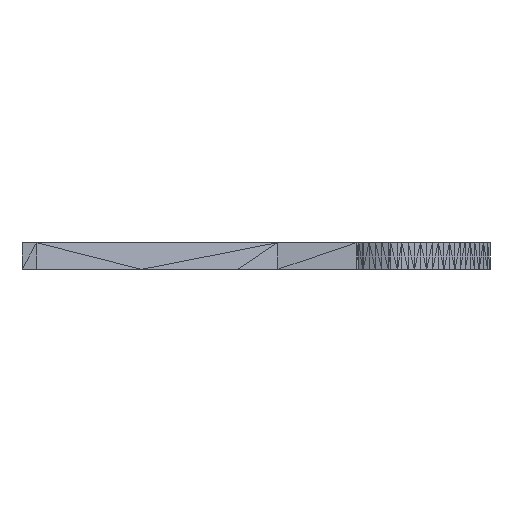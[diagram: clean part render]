
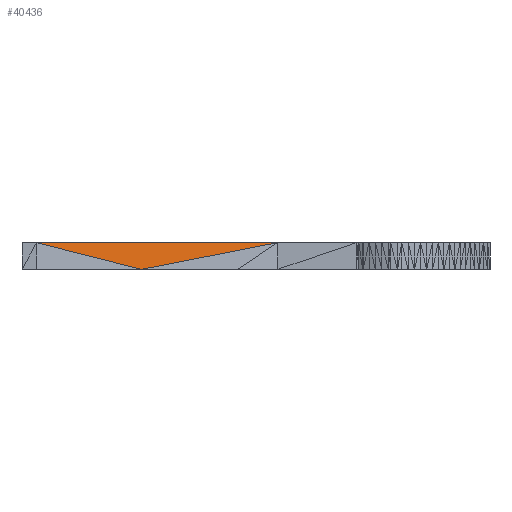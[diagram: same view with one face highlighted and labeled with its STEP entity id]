
A CAD part, left-side view. The second image highlights one B-rep face of the part: STEP entity #40436.
In plain terms, the highlighted planar face has unit normal (-0.939, -0.344, 0).
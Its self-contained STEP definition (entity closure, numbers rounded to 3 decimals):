
#1870=FACE_OUTER_BOUND('',#5380,.T.);
#5380=EDGE_LOOP('',(#30106,#30107,#30108));
#10309=LINE('',#64410,#15574);
#10310=LINE('',#64412,#15575);
#10311=LINE('',#64413,#15576);
#15574=VECTOR('',#52601,10.);
#15575=VECTOR('',#52604,10.);
#15576=VECTOR('',#52605,10.);
#18322=VERTEX_POINT('',#61049);
#18941=VERTEX_POINT('',#64406);
#18942=VERTEX_POINT('',#64408);
#22550=EDGE_CURVE('',#18941,#18942,#10309,.T.);
#22551=EDGE_CURVE('',#18942,#18322,#10310,.T.);
#22552=EDGE_CURVE('',#18941,#18322,#10311,.T.);
#30106=ORIENTED_EDGE('',*,*,#22550,.T.);
#30107=ORIENTED_EDGE('',*,*,#22551,.T.);
#30108=ORIENTED_EDGE('',*,*,#22552,.F.);
#36926=PLANE('',#43960);
#40436=ADVANCED_FACE('',(#1870),#36926,.T.);
#43960=AXIS2_PLACEMENT_3D('',#64411,#52602,#52603);
#52601=DIRECTION('',(0.334,-0.913,-0.232));
#52602=DIRECTION('center_axis',(-0.939,-0.344,0.));
#52603=DIRECTION('ref_axis',(0.,0.,1.));
#52604=DIRECTION('',(0.338,-0.924,0.181));
#52605=DIRECTION('',(0.344,-0.939,0.));
#61049=CARTESIAN_POINT('',(-24.998,-8.19,10.));
#64406=CARTESIAN_POINT('',(-57.998,82.01,10.));
#64408=CARTESIAN_POINT('',(-43.618,42.704,0.));
#64410=CARTESIAN_POINT('',(-57.998,82.01,10.));
#64411=CARTESIAN_POINT('Origin',(-24.998,-8.19,10.));
#64412=CARTESIAN_POINT('',(-43.618,42.704,0.));
#64413=CARTESIAN_POINT('',(-57.998,82.01,10.));
